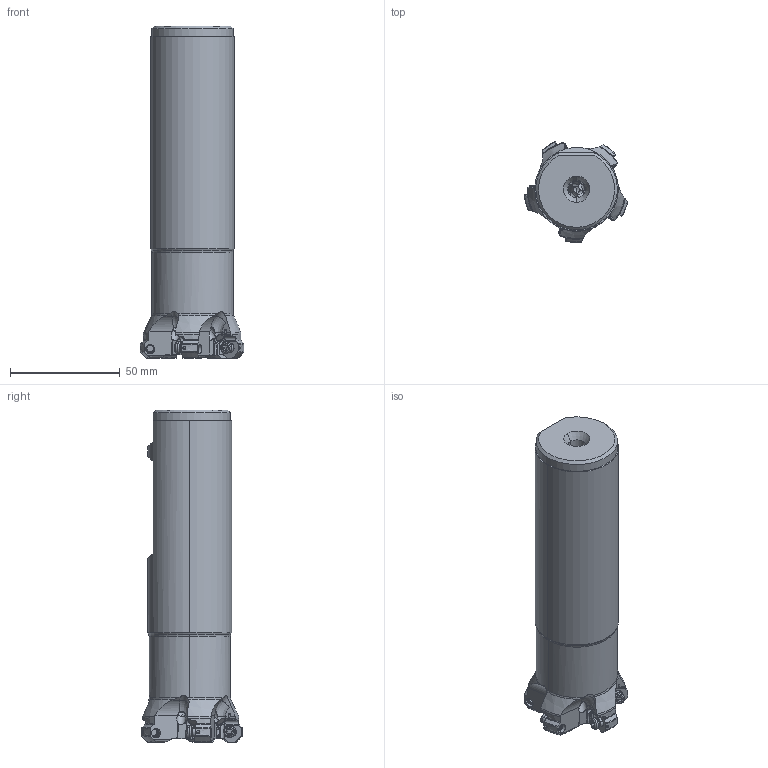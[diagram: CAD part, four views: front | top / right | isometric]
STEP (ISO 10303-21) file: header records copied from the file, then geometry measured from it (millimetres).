
FILE_DESCRIPTION(/* description */ (''),/* implementation_level */ '2;1');
FILE_NAME(/* name */ 'ARP6UPR3205FA24M.stp',/* time_stamp */ '2017-10-10T11:45:49+09:00',/* author */ (''),/* organization */ (''),/* preprocessor_version */ 'ST-DEVELOPER v16',/* originating_system */ 'SIEMENS PLM Software NX 10.0',/* authorisation */ '');
FILE_SCHEMA (('AUTOMOTIVE_DESIGN { 1 0 10303 214 3 1 1 1 }'));
Length unit declared in the file: millimetre
Products named in the file (1): ARP6UPR3205FA24M_ASM
Bounding box: 47.19 x 45.9 x 151.28 mm (x, y, z)
Volume: 158331.9 mm3; surface area: 26348.2 mm2
Topology: 6 solids, 6 shells, 683 faces, 1799 edges, 1142 vertices
Faces by surface type: cylinder 239, plane 164, torus 97, cone 93, bspline 45, sphere 25, extrusion 20
Entity records: 29879 total; most frequent: CARTESIAN_POINT 13510, ORIENTED_EDGE 3570, DIRECTION 3182, EDGE_CURVE 1785, AXIS2_PLACEMENT_3D 1302, VERTEX_POINT 1142, EDGE_LOOP 731, ADVANCED_FACE 683
